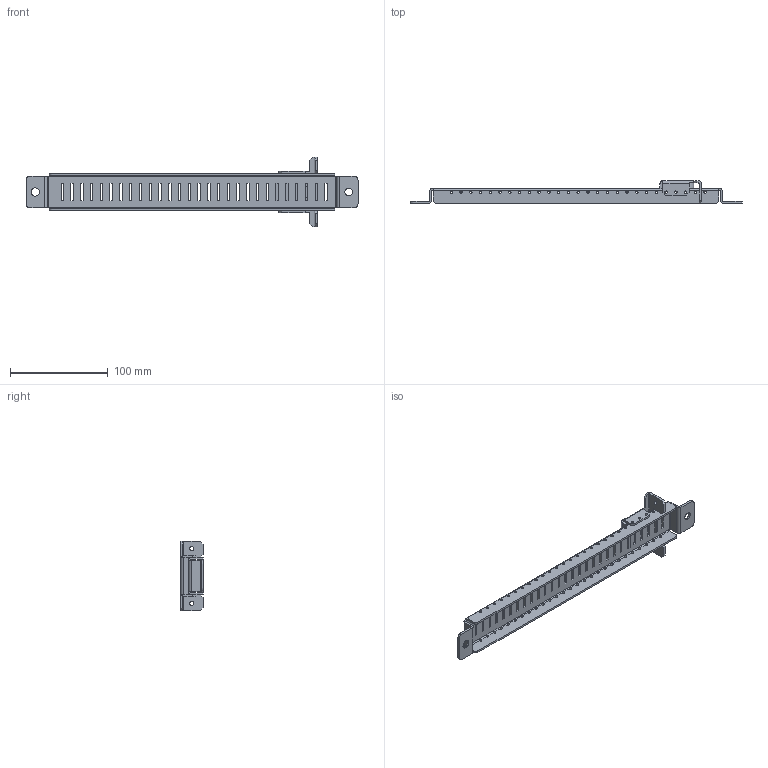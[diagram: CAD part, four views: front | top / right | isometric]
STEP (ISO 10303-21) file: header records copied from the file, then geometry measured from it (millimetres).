
FILE_DESCRIPTION((''),'2;1');
FILE_NAME('001338207_UW_BCR_4_ASM','2023-02-24T10:55:46',('klemen.sitar'),('Audax d.o.o.'),'CREO PARAMETRIC BY PTC INC, 2021304','CREO PARAMETRIC BY PTC INC, 2021304','');
FILE_SCHEMA(('AP242_MANAGED_MODEL_BASED_3D_ENGINEERING_MIM_LF { 1 0 10303 442 1 1 4 }'));
Length unit declared in the file: millimetre
Products named in the file (3): PRT0023_1; PRT0024_1_1_1; 001338207_UW_BCR_4_ASM
Assembly tree (2 placements, depth 2):
  001338207_UW_BCR_4_ASM
    PRT0023_1
    PRT0024_1_1_1
Bounding box: 340 x 23 x 71 mm (x, y, z)
Volume: 47365.7 mm3; surface area: 51920.4 mm2
Topology: 2 solids, 2 shells, 359 faces, 1215 edges, 804 vertices
Faces by surface type: plane 191, cylinder 166, sphere 2
Entity records: 18333 total; most frequent: CARTESIAN_POINT 3010, ORIENTED_EDGE 2426, DIRECTION 2275, PRESENTATION_STYLE_ASSIGNMENT 1215, STYLED_ITEM 1215, CURVE_STYLE 1213, EDGE_CURVE 1213, VERTEX_POINT 804
